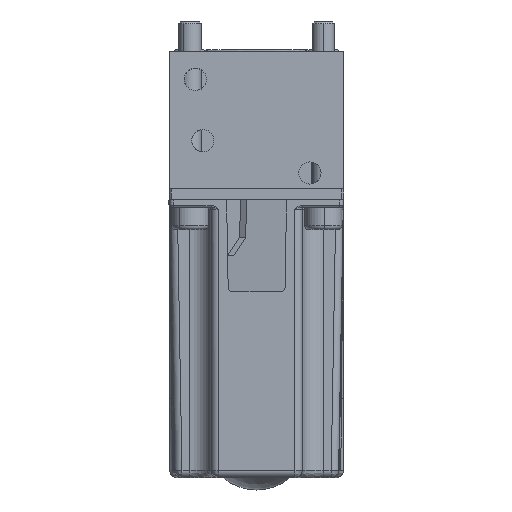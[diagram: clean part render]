
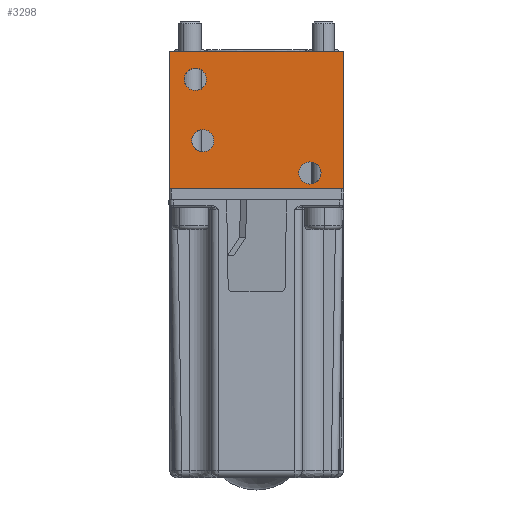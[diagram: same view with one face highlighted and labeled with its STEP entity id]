
A CAD part, front view. The second image highlights one B-rep face of the part: STEP entity #3298.
In plain terms, the highlighted planar face has unit normal (0, -1, 0).
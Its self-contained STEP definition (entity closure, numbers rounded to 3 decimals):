
#3092 = EDGE_LOOP ( 'NONE', ( #36379, #36381 ) ) ;
#3096 = EDGE_LOOP ( 'NONE', ( #36375, #36377 ) ) ;
#3099 = EDGE_LOOP ( 'NONE', ( #36388, #36390, #36391, #36392 ) ) ;
#3100 = EDGE_LOOP ( 'NONE', ( #36383, #36386 ) ) ;
#3298 = ADVANCED_FACE ( 'NONE', ( #9805, #9810, #9803, #9801 ), #19576, .T. ) ;
#3390 = EDGE_CURVE ( 'NONE', #13443, #13444, #9933, .T. ) ;
#3402 = EDGE_CURVE ( 'NONE', #13585, #13582, #9966, .T. ) ;
#3411 = EDGE_CURVE ( 'NONE', #13553, #13554, #9981, .T. ) ;
#3413 = EDGE_CURVE ( 'NONE', #13426, #13446, #9985, .T. ) ;
#3415 = EDGE_CURVE ( 'NONE', #13551, #13426, #9986, .T. ) ;
#3417 = EDGE_CURVE ( 'NONE', #13551, #13423, #9993, .T. ) ;
#3419 = EDGE_CURVE ( 'NONE', #13423, #13446, #9994, .T. ) ;
#3579 = EDGE_CURVE ( 'NONE', #13554, #13553, #10227, .T. ) ;
#3618 = EDGE_CURVE ( 'NONE', #13582, #13585, #10284, .T. ) ;
#3645 = EDGE_CURVE ( 'NONE', #13444, #13443, #10312, .T. ) ;
#9040 = AXIS2_PLACEMENT_3D ( 'NONE', #19574, #19572, #19577 ) ;
#9103 = AXIS2_PLACEMENT_3D ( 'NONE', #18877, #18878, #18879 ) ;
#9116 = AXIS2_PLACEMENT_3D ( 'NONE', #18961, #18963, #18964 ) ;
#9124 = AXIS2_PLACEMENT_3D ( 'NONE', #19075, #19076, #19077 ) ;
#9801 = FACE_OUTER_BOUND ( 'NONE', #3099, .T. ) ;
#9803 = FACE_BOUND ( 'NONE', #3100, .T. ) ;
#9805 = FACE_BOUND ( 'NONE', #3096, .T. ) ;
#9810 = FACE_BOUND ( 'NONE', #3092, .T. ) ;
#9933 = CIRCLE ( 'NONE', #9103, 3. ) ;
#9966 = CIRCLE ( 'NONE', #9116, 3. ) ;
#9977 = VECTOR ( 'NONE', #19083, 1000. ) ;
#9981 = CIRCLE ( 'NONE', #9124, 3. ) ;
#9985 = LINE ( 'NONE', #19082, #9977 ) ;
#9986 = LINE ( 'NONE', #19086, #9987 ) ;
#9987 = VECTOR ( 'NONE', #19087, 1000. ) ;
#9991 = VECTOR ( 'NONE', #19094, 1000. ) ;
#9993 = LINE ( 'NONE', #19093, #9991 ) ;
#9994 = LINE ( 'NONE', #19097, #9995 ) ;
#9995 = VECTOR ( 'NONE', #19098, 1000. ) ;
#10227 = CIRCLE ( 'NONE', #20016, 3. ) ;
#10284 = CIRCLE ( 'NONE', #20037, 3. ) ;
#10312 = CIRCLE ( 'NONE', #20052, 3. ) ;
#13423 = VERTEX_POINT ( 'NONE', #38260 ) ;
#13426 = VERTEX_POINT ( 'NONE', #38266 ) ;
#13443 = VERTEX_POINT ( 'NONE', #38297 ) ;
#13444 = VERTEX_POINT ( 'NONE', #38299 ) ;
#13446 = VERTEX_POINT ( 'NONE', #38303 ) ;
#13551 = VERTEX_POINT ( 'NONE', #38498 ) ;
#13553 = VERTEX_POINT ( 'NONE', #38502 ) ;
#13554 = VERTEX_POINT ( 'NONE', #38503 ) ;
#13582 = VERTEX_POINT ( 'NONE', #40125 ) ;
#13585 = VERTEX_POINT ( 'NONE', #40128 ) ;
#18877 = CARTESIAN_POINT ( 'NONE',  ( -14.5, -54., -24. ) ) ;
#18878 = DIRECTION ( 'NONE',  ( 0., -1., 0. ) ) ;
#18879 = DIRECTION ( 'NONE',  ( 0., 0., -1. ) ) ;
#18961 = CARTESIAN_POINT ( 'NONE',  ( -16.5, -54., -7.5 ) ) ;
#18963 = DIRECTION ( 'NONE',  ( 0., -1., 0. ) ) ;
#18964 = DIRECTION ( 'NONE',  ( 0., 0., -1. ) ) ;
#19075 = CARTESIAN_POINT ( 'NONE',  ( 14.4, -54., -32.75 ) ) ;
#19076 = DIRECTION ( 'NONE',  ( 0., -1., 0. ) ) ;
#19077 = DIRECTION ( 'NONE',  ( 0., 0., -1. ) ) ;
#19082 = CARTESIAN_POINT ( 'NONE',  ( 23.5, -54., 0. ) ) ;
#19083 = DIRECTION ( 'NONE',  ( 1., 0., 0. ) ) ;
#19086 = CARTESIAN_POINT ( 'NONE',  ( -23.5, -54., -37. ) ) ;
#19087 = DIRECTION ( 'NONE',  ( 0., 0., 1. ) ) ;
#19093 = CARTESIAN_POINT ( 'NONE',  ( 23.5, -54., -37. ) ) ;
#19094 = DIRECTION ( 'NONE',  ( 1., 0., 0. ) ) ;
#19097 = CARTESIAN_POINT ( 'NONE',  ( 23.5, -54., -37. ) ) ;
#19098 = DIRECTION ( 'NONE',  ( 0., 0., 1. ) ) ;
#19572 = DIRECTION ( 'NONE',  ( 0., -1., 0. ) ) ;
#19574 = CARTESIAN_POINT ( 'NONE',  ( 23.5, -54., -37. ) ) ;
#19576 = PLANE ( 'NONE',  #9040 ) ;
#19577 = DIRECTION ( 'NONE',  ( 0., 0., -1. ) ) ;
#20016 = AXIS2_PLACEMENT_3D ( 'NONE', #33768, #33769, #33770 ) ;
#20037 = AXIS2_PLACEMENT_3D ( 'NONE', #34046, #34047, #34048 ) ;
#20052 = AXIS2_PLACEMENT_3D ( 'NONE', #34237, #34238, #34239 ) ;
#33768 = CARTESIAN_POINT ( 'NONE',  ( 14.4, -54., -32.75 ) ) ;
#33769 = DIRECTION ( 'NONE',  ( 0., -1., 0. ) ) ;
#33770 = DIRECTION ( 'NONE',  ( 0., 0., -1. ) ) ;
#34046 = CARTESIAN_POINT ( 'NONE',  ( -16.5, -54., -7.5 ) ) ;
#34047 = DIRECTION ( 'NONE',  ( 0., -1., 0. ) ) ;
#34048 = DIRECTION ( 'NONE',  ( 0., 0., -1. ) ) ;
#34237 = CARTESIAN_POINT ( 'NONE',  ( -14.5, -54., -24. ) ) ;
#34238 = DIRECTION ( 'NONE',  ( 0., -1., 0. ) ) ;
#34239 = DIRECTION ( 'NONE',  ( 0., 0., -1. ) ) ;
#36375 = ORIENTED_EDGE ( 'NONE', *, *, #3411, .F. ) ;
#36377 = ORIENTED_EDGE ( 'NONE', *, *, #3579, .F. ) ;
#36379 = ORIENTED_EDGE ( 'NONE', *, *, #3402, .F. ) ;
#36381 = ORIENTED_EDGE ( 'NONE', *, *, #3618, .F. ) ;
#36383 = ORIENTED_EDGE ( 'NONE', *, *, #3390, .F. ) ;
#36386 = ORIENTED_EDGE ( 'NONE', *, *, #3645, .F. ) ;
#36388 = ORIENTED_EDGE ( 'NONE', *, *, #3413, .F. ) ;
#36390 = ORIENTED_EDGE ( 'NONE', *, *, #3415, .F. ) ;
#36391 = ORIENTED_EDGE ( 'NONE', *, *, #3417, .T. ) ;
#36392 = ORIENTED_EDGE ( 'NONE', *, *, #3419, .T. ) ;
#38260 = CARTESIAN_POINT ( 'NONE',  ( 23.5, -54., -37. ) ) ;
#38266 = CARTESIAN_POINT ( 'NONE',  ( -23.5, -54., 0. ) ) ;
#38297 = CARTESIAN_POINT ( 'NONE',  ( -14.5, -54., -27. ) ) ;
#38299 = CARTESIAN_POINT ( 'NONE',  ( -14.5, -54., -21. ) ) ;
#38303 = CARTESIAN_POINT ( 'NONE',  ( 23.5, -54., 0. ) ) ;
#38498 = CARTESIAN_POINT ( 'NONE',  ( -23.5, -54., -37. ) ) ;
#38502 = CARTESIAN_POINT ( 'NONE',  ( 14.4, -54., -35.75 ) ) ;
#38503 = CARTESIAN_POINT ( 'NONE',  ( 14.4, -54., -29.75 ) ) ;
#40125 = CARTESIAN_POINT ( 'NONE',  ( -16.5, -54., -4.5 ) ) ;
#40128 = CARTESIAN_POINT ( 'NONE',  ( -16.5, -54., -10.5 ) ) ;
